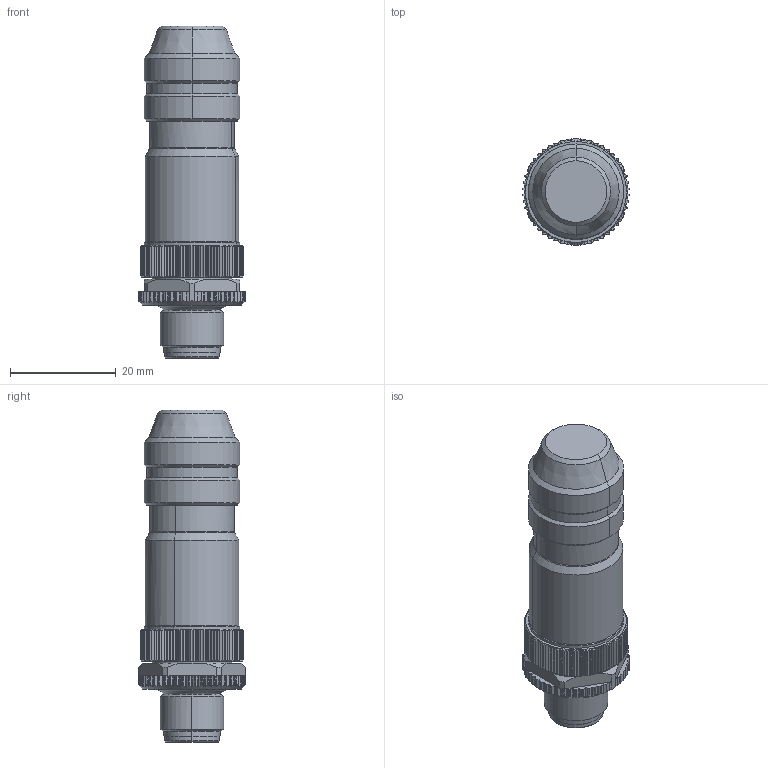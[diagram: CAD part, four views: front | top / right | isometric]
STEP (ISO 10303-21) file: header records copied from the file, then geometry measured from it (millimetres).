
FILE_DESCRIPTION(('CATIA V5 STEP Exchange','CAx-IF Rec.Pracs.--- Model Styling and Organization---1.5--- 2016-08-15','CAx-IF Rec.Pracs.---Supplemental Geometry---1.0---2011-11-01','CAx-IF Rec.Pracs.--- Composite Materials ---1.1---2010-07-15'),'2;1');
FILE_NAME ('021471-4_0', '2025-11-14T08:30:50+00:00', ('none'), ('Weidmueller'), 'CATIA Version 5-6 Release 2024 SP4', 'CATIA V5 STEP AP214 v3', 'none');
FILE_SCHEMA(('AUTOMOTIVE_DESIGN { 1 0 10303 214 1 1 1 1 }'));
Length unit declared in the file: millimetre
Products named in the file (1): 1784790000
Bounding box: 20.16 x 20.2 x 62.7 mm (x, y, z)
Volume: 13396.6 mm3; surface area: 4586.9 mm2
Topology: 1 solids, 1 shells, 901 faces, 2235 edges, 1328 vertices
Faces by surface type: plane 343, cylinder 306, cone 230, sphere 18, torus 4
Entity records: 27043 total; most frequent: CARTESIAN_POINT 7425, ORIENTED_EDGE 4430, DIRECTION 3311, EDGE_CURVE 2215, AXIS2_PLACEMENT_3D 1596, VERTEX_POINT 1328, EDGE_LOOP 913, ADVANCED_FACE 901
